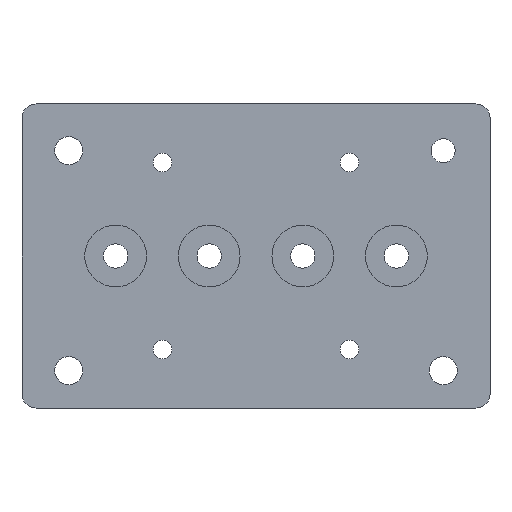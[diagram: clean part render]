
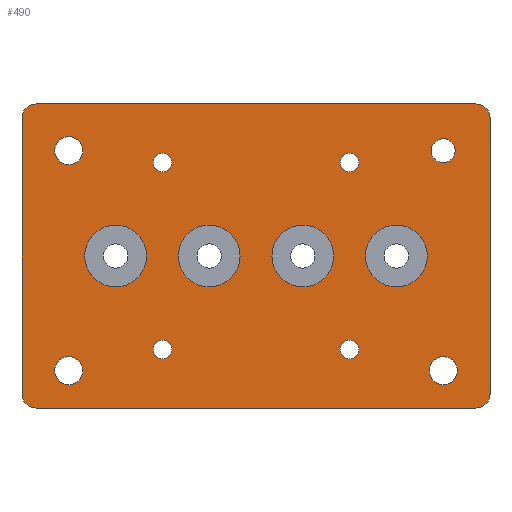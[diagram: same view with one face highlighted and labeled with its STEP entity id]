
A CAD part, left-side view. The second image highlights one B-rep face of the part: STEP entity #490.
In plain terms, the highlighted planar face has unit normal (-1, 0, 0).
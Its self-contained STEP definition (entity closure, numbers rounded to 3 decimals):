
#31=FACE_BOUND('',#89,.T.);
#32=FACE_BOUND('',#90,.T.);
#33=FACE_BOUND('',#91,.T.);
#34=FACE_BOUND('',#92,.T.);
#35=FACE_BOUND('',#93,.T.);
#36=FACE_BOUND('',#94,.T.);
#37=FACE_BOUND('',#95,.T.);
#38=FACE_BOUND('',#96,.T.);
#39=FACE_BOUND('',#97,.T.);
#40=FACE_BOUND('',#98,.T.);
#41=FACE_BOUND('',#99,.T.);
#42=FACE_BOUND('',#100,.T.);
#55=PLANE('',#532);
#62=FACE_OUTER_BOUND('',#88,.T.);
#88=EDGE_LOOP('',(#353,#354,#355,#356,#357,#358,#359,#360));
#89=EDGE_LOOP('',(#361));
#90=EDGE_LOOP('',(#362));
#91=EDGE_LOOP('',(#363));
#92=EDGE_LOOP('',(#364));
#93=EDGE_LOOP('',(#365));
#94=EDGE_LOOP('',(#366));
#95=EDGE_LOOP('',(#367));
#96=EDGE_LOOP('',(#368));
#97=EDGE_LOOP('',(#369));
#98=EDGE_LOOP('',(#370));
#99=EDGE_LOOP('',(#371));
#100=EDGE_LOOP('',(#372));
#138=LINE('',#761,#170);
#139=LINE('',#765,#171);
#140=LINE('',#769,#172);
#141=LINE('',#772,#173);
#170=VECTOR('',#604,10.);
#171=VECTOR('',#607,10.);
#172=VECTOR('',#610,10.);
#173=VECTOR('',#613,10.);
#201=CIRCLE('',#530,6.6);
#203=CIRCLE('',#533,3.);
#204=CIRCLE('',#534,3.);
#205=CIRCLE('',#535,3.);
#206=CIRCLE('',#536,3.);
#207=CIRCLE('',#537,6.6);
#208=CIRCLE('',#538,6.6);
#209=CIRCLE('',#539,2.);
#210=CIRCLE('',#540,2.);
#211=CIRCLE('',#541,2.);
#212=CIRCLE('',#542,2.);
#213=CIRCLE('',#543,3.);
#214=CIRCLE('',#544,3.);
#215=CIRCLE('',#545,2.55);
#216=CIRCLE('',#546,3.);
#217=CIRCLE('',#547,6.6);
#237=VERTEX_POINT('',#751);
#239=VERTEX_POINT('',#757);
#240=VERTEX_POINT('',#758);
#241=VERTEX_POINT('',#760);
#242=VERTEX_POINT('',#762);
#243=VERTEX_POINT('',#764);
#244=VERTEX_POINT('',#766);
#245=VERTEX_POINT('',#768);
#246=VERTEX_POINT('',#770);
#247=VERTEX_POINT('',#773);
#248=VERTEX_POINT('',#775);
#249=VERTEX_POINT('',#777);
#250=VERTEX_POINT('',#779);
#251=VERTEX_POINT('',#781);
#252=VERTEX_POINT('',#783);
#253=VERTEX_POINT('',#785);
#254=VERTEX_POINT('',#787);
#255=VERTEX_POINT('',#789);
#256=VERTEX_POINT('',#791);
#257=VERTEX_POINT('',#793);
#281=EDGE_CURVE('',#237,#237,#201,.T.);
#284=EDGE_CURVE('',#239,#240,#203,.T.);
#285=EDGE_CURVE('',#239,#241,#138,.T.);
#286=EDGE_CURVE('',#242,#241,#204,.T.);
#287=EDGE_CURVE('',#242,#243,#139,.T.);
#288=EDGE_CURVE('',#244,#243,#205,.T.);
#289=EDGE_CURVE('',#244,#245,#140,.T.);
#290=EDGE_CURVE('',#246,#245,#206,.T.);
#291=EDGE_CURVE('',#246,#240,#141,.T.);
#292=EDGE_CURVE('',#247,#247,#207,.T.);
#293=EDGE_CURVE('',#248,#248,#208,.T.);
#294=EDGE_CURVE('',#249,#249,#209,.T.);
#295=EDGE_CURVE('',#250,#250,#210,.T.);
#296=EDGE_CURVE('',#251,#251,#211,.T.);
#297=EDGE_CURVE('',#252,#252,#212,.T.);
#298=EDGE_CURVE('',#253,#253,#213,.T.);
#299=EDGE_CURVE('',#254,#254,#214,.T.);
#300=EDGE_CURVE('',#255,#255,#215,.T.);
#301=EDGE_CURVE('',#256,#256,#216,.T.);
#302=EDGE_CURVE('',#257,#257,#217,.T.);
#353=ORIENTED_EDGE('',*,*,#284,.F.);
#354=ORIENTED_EDGE('',*,*,#285,.T.);
#355=ORIENTED_EDGE('',*,*,#286,.F.);
#356=ORIENTED_EDGE('',*,*,#287,.T.);
#357=ORIENTED_EDGE('',*,*,#288,.F.);
#358=ORIENTED_EDGE('',*,*,#289,.T.);
#359=ORIENTED_EDGE('',*,*,#290,.F.);
#360=ORIENTED_EDGE('',*,*,#291,.T.);
#361=ORIENTED_EDGE('',*,*,#292,.F.);
#362=ORIENTED_EDGE('',*,*,#293,.F.);
#363=ORIENTED_EDGE('',*,*,#294,.T.);
#364=ORIENTED_EDGE('',*,*,#295,.T.);
#365=ORIENTED_EDGE('',*,*,#296,.T.);
#366=ORIENTED_EDGE('',*,*,#297,.T.);
#367=ORIENTED_EDGE('',*,*,#298,.T.);
#368=ORIENTED_EDGE('',*,*,#299,.T.);
#369=ORIENTED_EDGE('',*,*,#300,.T.);
#370=ORIENTED_EDGE('',*,*,#301,.T.);
#371=ORIENTED_EDGE('',*,*,#302,.F.);
#372=ORIENTED_EDGE('',*,*,#281,.F.);
#490=ADVANCED_FACE('',(#62,#31,#32,#33,#34,#35,#36,#37,#38,#39,#40,#41,
#42),#55,.F.);
#530=AXIS2_PLACEMENT_3D('',#752,#595,#596);
#532=AXIS2_PLACEMENT_3D('',#756,#600,#601);
#533=AXIS2_PLACEMENT_3D('',#759,#602,#603);
#534=AXIS2_PLACEMENT_3D('',#763,#605,#606);
#535=AXIS2_PLACEMENT_3D('',#767,#608,#609);
#536=AXIS2_PLACEMENT_3D('',#771,#611,#612);
#537=AXIS2_PLACEMENT_3D('',#774,#614,#615);
#538=AXIS2_PLACEMENT_3D('',#776,#616,#617);
#539=AXIS2_PLACEMENT_3D('',#778,#618,#619);
#540=AXIS2_PLACEMENT_3D('',#780,#620,#621);
#541=AXIS2_PLACEMENT_3D('',#782,#622,#623);
#542=AXIS2_PLACEMENT_3D('',#784,#624,#625);
#543=AXIS2_PLACEMENT_3D('',#786,#626,#627);
#544=AXIS2_PLACEMENT_3D('',#788,#628,#629);
#545=AXIS2_PLACEMENT_3D('',#790,#630,#631);
#546=AXIS2_PLACEMENT_3D('',#792,#632,#633);
#547=AXIS2_PLACEMENT_3D('',#794,#634,#635);
#595=DIRECTION('center_axis',(-1.,0.,0.));
#596=DIRECTION('ref_axis',(0.,1.,0.));
#600=DIRECTION('center_axis',(1.,0.,0.));
#601=DIRECTION('ref_axis',(0.,1.,0.));
#602=DIRECTION('center_axis',(1.,0.,0.));
#603=DIRECTION('ref_axis',(0.,0.707,-0.707));
#604=DIRECTION('',(0.,-1.,0.));
#605=DIRECTION('center_axis',(1.,0.,0.));
#606=DIRECTION('ref_axis',(0.,-0.707,-0.707));
#607=DIRECTION('',(0.,0.,1.));
#608=DIRECTION('center_axis',(1.,0.,0.));
#609=DIRECTION('ref_axis',(0.,-0.707,0.707));
#610=DIRECTION('',(0.,1.,0.));
#611=DIRECTION('center_axis',(1.,0.,0.));
#612=DIRECTION('ref_axis',(0.,0.707,0.707));
#613=DIRECTION('',(0.,0.,-1.));
#614=DIRECTION('center_axis',(-1.,0.,0.));
#615=DIRECTION('ref_axis',(0.,1.,0.));
#616=DIRECTION('center_axis',(-1.,0.,0.));
#617=DIRECTION('ref_axis',(0.,1.,0.));
#618=DIRECTION('center_axis',(1.,0.,0.));
#619=DIRECTION('ref_axis',(0.,1.,0.));
#620=DIRECTION('center_axis',(1.,0.,0.));
#621=DIRECTION('ref_axis',(0.,1.,0.));
#622=DIRECTION('center_axis',(1.,0.,0.));
#623=DIRECTION('ref_axis',(0.,1.,0.));
#624=DIRECTION('center_axis',(1.,0.,0.));
#625=DIRECTION('ref_axis',(0.,1.,0.));
#626=DIRECTION('center_axis',(1.,0.,0.));
#627=DIRECTION('ref_axis',(0.,1.,0.));
#628=DIRECTION('center_axis',(1.,0.,0.));
#629=DIRECTION('ref_axis',(0.,1.,0.));
#630=DIRECTION('center_axis',(1.,0.,0.));
#631=DIRECTION('ref_axis',(0.,1.,0.));
#632=DIRECTION('center_axis',(1.,0.,0.));
#633=DIRECTION('ref_axis',(0.,1.,0.));
#634=DIRECTION('center_axis',(-1.,0.,0.));
#635=DIRECTION('ref_axis',(0.,1.,0.));
#751=CARTESIAN_POINT('',(87.025,133.102,31.988));
#752=CARTESIAN_POINT('Origin',(87.025,139.702,31.988));
#756=CARTESIAN_POINT('Origin',(87.025,169.702,31.988));
#757=CARTESIAN_POINT('',(87.025,216.702,-0.512));
#758=CARTESIAN_POINT('',(87.025,219.702,2.488));
#759=CARTESIAN_POINT('Origin',(87.025,216.702,2.488));
#760=CARTESIAN_POINT('',(87.025,122.702,-0.512));
#761=CARTESIAN_POINT('',(87.025,219.702,-0.512));
#762=CARTESIAN_POINT('',(87.025,119.702,2.488));
#763=CARTESIAN_POINT('Origin',(87.025,122.702,2.488));
#764=CARTESIAN_POINT('',(87.025,119.702,61.488));
#765=CARTESIAN_POINT('',(87.025,119.702,-0.512));
#766=CARTESIAN_POINT('',(87.025,122.702,64.488));
#767=CARTESIAN_POINT('Origin',(87.025,122.702,61.488));
#768=CARTESIAN_POINT('',(87.025,216.702,64.488));
#769=CARTESIAN_POINT('',(87.025,119.702,64.488));
#770=CARTESIAN_POINT('',(87.025,219.702,61.488));
#771=CARTESIAN_POINT('Origin',(87.025,216.702,61.488));
#772=CARTESIAN_POINT('',(87.025,219.702,64.488));
#773=CARTESIAN_POINT('',(87.025,153.102,31.988));
#774=CARTESIAN_POINT('Origin',(87.025,159.702,31.988));
#775=CARTESIAN_POINT('',(87.025,193.102,31.988));
#776=CARTESIAN_POINT('Origin',(87.025,199.702,31.988));
#777=CARTESIAN_POINT('',(87.025,187.702,51.988));
#778=CARTESIAN_POINT('Origin',(87.025,189.702,51.988));
#779=CARTESIAN_POINT('',(87.025,187.702,11.988));
#780=CARTESIAN_POINT('Origin',(87.025,189.702,11.988));
#781=CARTESIAN_POINT('',(87.025,147.702,51.988));
#782=CARTESIAN_POINT('Origin',(87.025,149.702,51.988));
#783=CARTESIAN_POINT('',(87.025,147.702,11.988));
#784=CARTESIAN_POINT('Origin',(87.025,149.702,11.988));
#785=CARTESIAN_POINT('',(87.025,206.702,54.488));
#786=CARTESIAN_POINT('Origin',(87.025,209.702,54.488));
#787=CARTESIAN_POINT('',(87.025,206.702,7.488));
#788=CARTESIAN_POINT('Origin',(87.025,209.702,7.488));
#789=CARTESIAN_POINT('',(87.025,127.152,54.488));
#790=CARTESIAN_POINT('Origin',(87.025,129.702,54.488));
#791=CARTESIAN_POINT('',(87.025,126.702,7.488));
#792=CARTESIAN_POINT('Origin',(87.025,129.702,7.488));
#793=CARTESIAN_POINT('',(87.025,173.102,31.988));
#794=CARTESIAN_POINT('Origin',(87.025,179.702,31.988));
